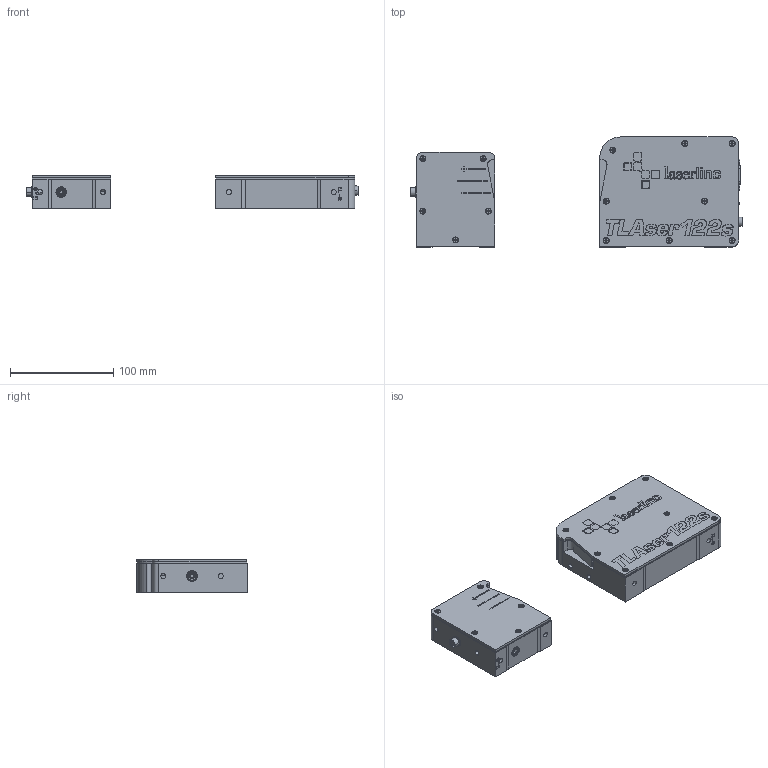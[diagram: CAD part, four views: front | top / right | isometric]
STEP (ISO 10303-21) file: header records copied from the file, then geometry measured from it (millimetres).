
FILE_DESCRIPTION (( 'STEP AP203' ), '1' );
FILE_NAME ('05122-01 TLAser122s Micrometer.STEP', '2013-01-24T14:24:15', ( 'Mark' ), ( '' ), 'SwSTEP 2.0', 'SolidWorks 2013', '' );
FILE_SCHEMA (( 'CONFIG_CONTROL_DESIGN' ));
Length unit declared in the file: inch
Products named in the file (3): 05122-01 TLAser122s RX_05122-01 TLAser122s Single-Axis Micrometer, Separated Body Receive Body; 05122-01 TLAser122s TX_05122-01 TLAser122s Single-Axis Micrometer, Separated Body Transmit Body; 05122-01 TLAser122s Micrometer
Assembly tree (2 placements, depth 2):
  05122-01 TLAser122s Micrometer
    05122-01 TLAser122s RX_05122-01 TLAser122s Single-Axis Micrometer, Separated Body Receive Body
    05122-01 TLAser122s TX_05122-01 TLAser122s Single-Axis Micrometer, Separated Body Transmit Body
Bounding box: 321.81 x 106.68 x 31.98 mm (x, y, z)
Surface area: 108047.1 mm2 (no closed solid volume)
Topology: 0 solids, 78 shells, 1067 faces, 3732 edges, 2708 vertices
Faces by surface type: plane 565, cone 238, cylinder 231, bspline 25, sphere 6, torus 2
Entity records: 43287 total; most frequent: CARTESIAN_POINT 11571, DIRECTION 6360, ORIENTED_EDGE 6018, EDGE_CURVE 3698, VERTEX_POINT 2708, AXIS2_PLACEMENT_3D 2183, LINE 1994, VECTOR 1994
